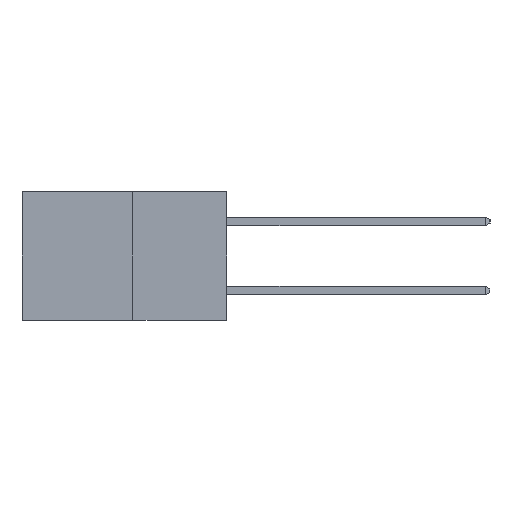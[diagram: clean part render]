
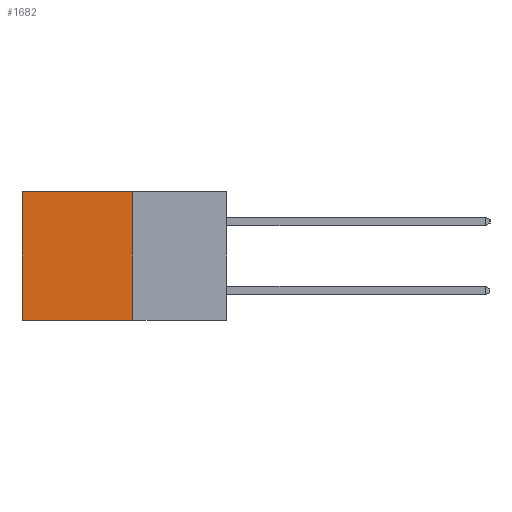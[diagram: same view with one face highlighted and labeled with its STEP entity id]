
A CAD part, left-side view. The second image highlights one B-rep face of the part: STEP entity #1682.
In plain terms, the highlighted planar face has unit normal (-1, 0, 0).
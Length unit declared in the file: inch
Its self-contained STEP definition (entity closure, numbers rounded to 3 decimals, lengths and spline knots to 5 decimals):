
#578 = VECTOR ( 'NONE', #11427, 39.37008 ) ;
#832 = CARTESIAN_POINT ( 'NONE',  ( 0.277, 0.27, 0. ) ) ;
#1382 = VECTOR ( 'NONE', #2170, 39.37008 ) ;
#1465 = ORIENTED_EDGE ( 'NONE', *, *, #5782, .F. ) ;
#1491 = ORIENTED_EDGE ( 'NONE', *, *, #10874, .T. ) ;
#1682 = ADVANCED_FACE ( 'NONE', ( #8384 ), #9624, .F. ) ;
#2042 = DIRECTION ( 'NONE',  ( 0., 0., -1. ) ) ;
#2170 = DIRECTION ( 'NONE',  ( 0., 1., 0. ) ) ;
#4164 = LINE ( 'NONE', #4920, #578 ) ;
#4291 = LINE ( 'NONE', #14032, #1382 ) ;
#4364 = CARTESIAN_POINT ( 'NONE',  ( 0.277, 0.27, -0.37 ) ) ;
#4419 = EDGE_LOOP ( 'NONE', ( #1491, #13652, #1465, #8557 ) ) ;
#4485 = CARTESIAN_POINT ( 'NONE',  ( 0.277, 0.27, 0. ) ) ;
#4920 = CARTESIAN_POINT ( 'NONE',  ( 0.277, 0.27, -0.37 ) ) ;
#5068 = CARTESIAN_POINT ( 'NONE',  ( 0.277, 0.59, -0.37 ) ) ;
#5782 = EDGE_CURVE ( 'NONE', #12149, #8948, #4164, .T. ) ;
#5957 = VECTOR ( 'NONE', #12808, 39.37008 ) ;
#6365 = CARTESIAN_POINT ( 'NONE',  ( 0.277, 0.59, -0.37 ) ) ;
#6423 = VERTEX_POINT ( 'NONE', #9164 ) ;
#6722 = LINE ( 'NONE', #6365, #9282 ) ;
#7800 = VERTEX_POINT ( 'NONE', #5068 ) ;
#8384 = FACE_OUTER_BOUND ( 'NONE', #4419, .T. ) ;
#8557 = ORIENTED_EDGE ( 'NONE', *, *, #8578, .T. ) ;
#8578 = EDGE_CURVE ( 'NONE', #12149, #6423, #13063, .T. ) ;
#8809 = CARTESIAN_POINT ( 'NONE',  ( 0.277, 0.27, -0.37 ) ) ;
#8948 = VERTEX_POINT ( 'NONE', #4364 ) ;
#9164 = CARTESIAN_POINT ( 'NONE',  ( 0.277, 0.59, 0. ) ) ;
#9282 = VECTOR ( 'NONE', #2042, 39.37008 ) ;
#9572 = DIRECTION ( 'NONE',  ( 0., 0., -1. ) ) ;
#9574 = DIRECTION ( 'NONE',  ( 1., 0., 0. ) ) ;
#9624 = PLANE ( 'NONE',  #13081 ) ;
#10874 = EDGE_CURVE ( 'NONE', #6423, #7800, #6722, .T. ) ;
#11427 = DIRECTION ( 'NONE',  ( 0., 0., -1. ) ) ;
#12149 = VERTEX_POINT ( 'NONE', #4485 ) ;
#12808 = DIRECTION ( 'NONE',  ( 0., 1., 0. ) ) ;
#13063 = LINE ( 'NONE', #832, #5957 ) ;
#13081 = AXIS2_PLACEMENT_3D ( 'NONE', #8809, #9574, #9572 ) ;
#13366 = EDGE_CURVE ( 'NONE', #8948, #7800, #4291, .T. ) ;
#13652 = ORIENTED_EDGE ( 'NONE', *, *, #13366, .F. ) ;
#14032 = CARTESIAN_POINT ( 'NONE',  ( 0.277, 0.27, -0.37 ) ) ;
